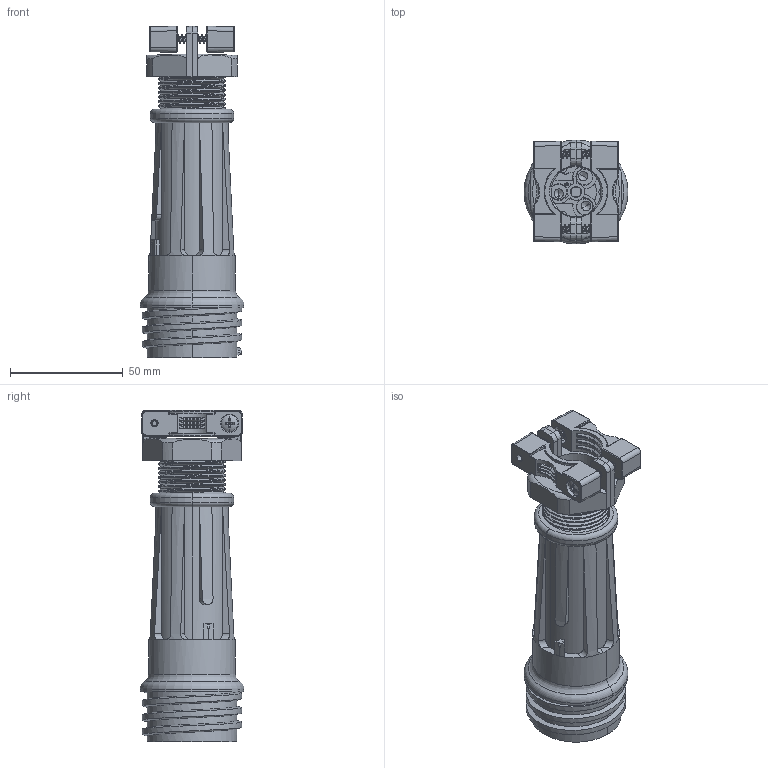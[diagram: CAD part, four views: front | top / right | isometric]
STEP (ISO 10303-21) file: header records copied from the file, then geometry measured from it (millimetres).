
FILE_DESCRIPTION(('STEP AP242'),'1');
FILE_NAME('pxa921-03-s.stp','2024-05-01T22:27:30',('TraceParts'),('TraceParts S.A.'),'Spatial InterOp 3D',' ',' ');
FILE_SCHEMA(('AP242_MANAGED_MODEL_BASED_3D_ENGINEERING_MIM_LF {1 0 10303 442 1 1 4}'));
Length unit declared in the file: millimetre
Products named in the file (1): pxa921-03-s_1
Bounding box: 46 x 46 x 146.7 mm (x, y, z)
Volume: 88339.6 mm3; surface area: 58026 mm2
Topology: 2 solids, 2 shells, 1292 faces, 3369 edges, 2146 vertices
Faces by surface type: plane 634, cylinder 391, cone 124, bspline 108, torus 19, sphere 16
Entity records: 74052 total; most frequent: CARTESIAN_POINT 43355, ORIENTED_EDGE 6714, DIRECTION 5870, EDGE_CURVE 3357, VERTEX_POINT 2146, AXIS2_PLACEMENT_3D 1965, LINE 1940, VECTOR 1940
